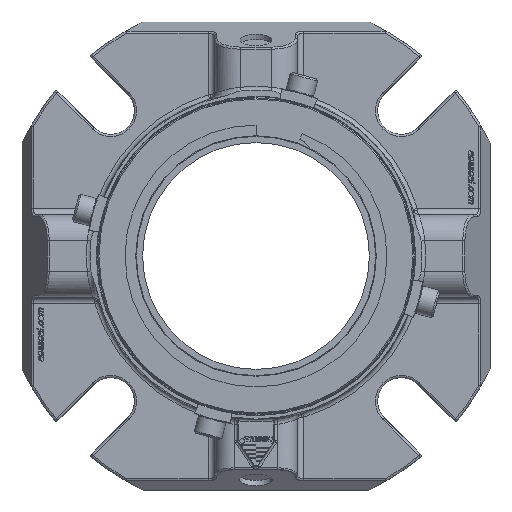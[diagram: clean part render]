
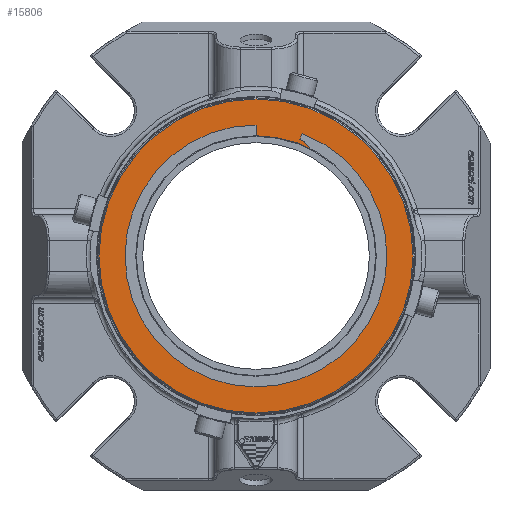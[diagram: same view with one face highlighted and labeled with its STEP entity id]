
A CAD part, left-side view. The second image highlights one B-rep face of the part: STEP entity #15806.
In plain terms, the highlighted planar face has unit normal (-1, 0, 0).
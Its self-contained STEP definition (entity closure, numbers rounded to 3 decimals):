
#916=LINE('',#22733,#1972);
#920=LINE('',#22745,#1976);
#1972=VECTOR('',#18463,1000.);
#1976=VECTOR('',#18477,1000.);
#3526=ORIENTED_EDGE('',*,*,#8449,.F.);
#3527=ORIENTED_EDGE('',*,*,#8447,.F.);
#3528=ORIENTED_EDGE('',*,*,#8445,.T.);
#3529=ORIENTED_EDGE('',*,*,#8443,.F.);
#3530=ORIENTED_EDGE('',*,*,#8440,.T.);
#3531=ORIENTED_EDGE('',*,*,#8454,.T.);
#8440=EDGE_CURVE('',#10912,#10913,#12493,.F.);
#8443=EDGE_CURVE('',#10912,#10914,#916,.T.);
#8445=EDGE_CURVE('',#10915,#10914,#12494,.T.);
#8447=EDGE_CURVE('',#10915,#10916,#12495,.T.);
#8449=EDGE_CURVE('',#10916,#10913,#920,.T.);
#8454=EDGE_CURVE('',#10921,#10921,#12500,.T.);
#10912=VERTEX_POINT('',#22728);
#10913=VERTEX_POINT('',#22729);
#10914=VERTEX_POINT('',#22734);
#10915=VERTEX_POINT('',#22738);
#10916=VERTEX_POINT('',#22742);
#10921=VERTEX_POINT('',#22760);
#12493=CIRCLE('',#16818,60.477);
#12494=CIRCLE('',#16821,9.525);
#12495=CIRCLE('',#16823,54.762);
#12500=CIRCLE('',#16834,72.517);
#13297=EDGE_LOOP('',(#3526,#3527,#3528,#3529,#3530));
#13298=EDGE_LOOP('',(#3531));
#14417=FACE_BOUND('',#13297,.T.);
#14418=FACE_BOUND('',#13298,.T.);
#15521=PLANE('',#16833);
#15806=ADVANCED_FACE('',(#14417,#14418),#15521,.T.);
#16818=AXIS2_PLACEMENT_3D('',#22727,#18457,#18458);
#16821=AXIS2_PLACEMENT_3D('',#22737,#18467,#18468);
#16823=AXIS2_PLACEMENT_3D('',#22741,#18472,#18473);
#16833=AXIS2_PLACEMENT_3D('',#22758,#18494,#18495);
#16834=AXIS2_PLACEMENT_3D('',#22759,#18496,#18497);
#18457=DIRECTION('',(-1.,0.,0.));
#18458=DIRECTION('',(0.,0.,1.));
#18463=DIRECTION('',(0.,0.423,-0.906));
#18467=DIRECTION('',(-1.,0.,0.));
#18468=DIRECTION('',(0.,0.,1.));
#18472=DIRECTION('',(-1.,0.,0.));
#18473=DIRECTION('',(0.,0.,1.));
#18477=DIRECTION('',(0.,0.,1.));
#18494=DIRECTION('',(-1.,0.,0.));
#18495=DIRECTION('',(0.,0.,1.));
#18496=DIRECTION('',(-1.,0.,0.));
#18497=DIRECTION('',(0.,0.,1.));
#22727=CARTESIAN_POINT('',(-103.505,0.,0.));
#22728=CARTESIAN_POINT('',(-103.505,-21.472,56.537));
#22729=CARTESIAN_POINT('',(-103.505,0.,60.477));
#22733=CARTESIAN_POINT('',(-103.505,-21.472,56.537));
#22734=CARTESIAN_POINT('',(-103.505,-20.261,53.94));
#22737=CARTESIAN_POINT('',(-103.505,-16.236,45.307));
#22738=CARTESIAN_POINT('',(-103.505,-25.158,48.641));
#22741=CARTESIAN_POINT('',(-103.505,0.,0.));
#22742=CARTESIAN_POINT('',(-103.505,0.,54.762));
#22745=CARTESIAN_POINT('',(-103.505,0.,54.762));
#22758=CARTESIAN_POINT('',(-103.505,0.,-73.025));
#22759=CARTESIAN_POINT('',(-103.505,0.,0.));
#22760=CARTESIAN_POINT('',(-103.505,0.,72.517));
